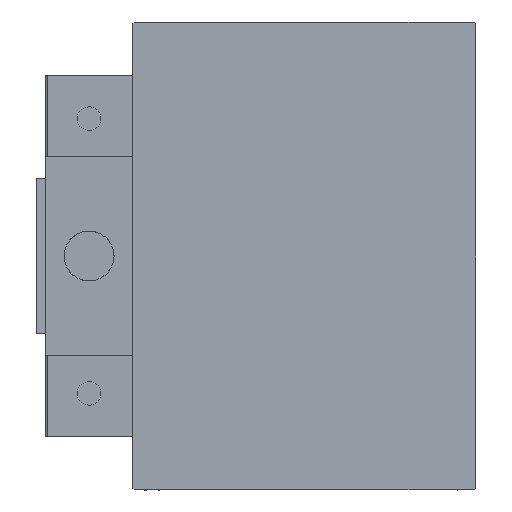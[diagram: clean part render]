
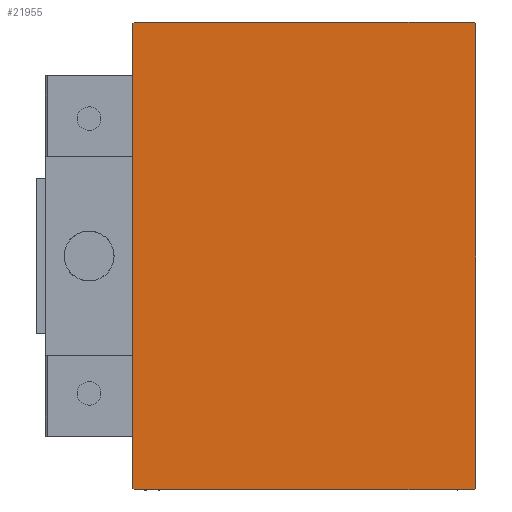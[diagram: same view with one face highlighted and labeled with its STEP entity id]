
A CAD part, left-side view. The second image highlights one B-rep face of the part: STEP entity #21955.
In plain terms, the highlighted face is planar.
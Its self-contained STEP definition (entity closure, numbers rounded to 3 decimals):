
#3102 = ORIENTED_EDGE ( 'NONE', *, *, #18505, .T. ) ;
#3540 = DIRECTION ( 'NONE',  ( 1., 0., 0. ) ) ;
#3545 = EDGE_CURVE ( 'NONE', #42126, #17632, #14592, .T. ) ;
#4788 = DIRECTION ( 'NONE',  ( 0., -1., 0. ) ) ;
#5308 = VERTEX_POINT ( 'NONE', #20894 ) ;
#6632 = DIRECTION ( 'NONE',  ( 0., -0.707, -0.707 ) ) ;
#7723 = VERTEX_POINT ( 'NONE', #51394 ) ;
#8093 = DIRECTION ( 'NONE',  ( 0., 0., -1. ) ) ;
#8702 = DIRECTION ( 'NONE',  ( 0., 0.707, 0.707 ) ) ;
#8834 = AXIS2_PLACEMENT_3D ( 'NONE', #11320, #3540, #8093 ) ;
#11179 = LINE ( 'NONE', #48397, #19780 ) ;
#11320 = CARTESIAN_POINT ( 'NONE',  ( 105., 0., 0. ) ) ;
#13963 = VECTOR ( 'NONE', #52825, 1000. ) ;
#14152 = CARTESIAN_POINT ( 'NONE',  ( 105., -32.35, 32.35 ) ) ;
#14592 = LINE ( 'NONE', #50772, #39894 ) ;
#14914 = VECTOR ( 'NONE', #6632, 1000. ) ;
#15247 = ORIENTED_EDGE ( 'NONE', *, *, #27811, .T. ) ;
#17277 = EDGE_CURVE ( 'NONE', #24964, #42126, #51934, .T. ) ;
#17338 = LINE ( 'NONE', #33698, #31956 ) ;
#17632 = VERTEX_POINT ( 'NONE', #23998 ) ;
#18505 = EDGE_CURVE ( 'NONE', #41998, #34129, #11179, .T. ) ;
#19780 = VECTOR ( 'NONE', #47608, 1000. ) ;
#19939 = EDGE_LOOP ( 'NONE', ( #37560, #49990, #3102, #43743, #15247, #52693, #20926, #36285 ) ) ;
#20894 = CARTESIAN_POINT ( 'NONE',  ( 105., 27.2, -37.5 ) ) ;
#20926 = ORIENTED_EDGE ( 'NONE', *, *, #17277, .T. ) ;
#21955 = ADVANCED_FACE ( 'NONE', ( #28437 ), #32726, .T. ) ;
#22840 = EDGE_CURVE ( 'NONE', #17632, #5308, #31683, .T. ) ;
#23998 = CARTESIAN_POINT ( 'NONE',  ( 105., -27.2, -37.5 ) ) ;
#24161 = CARTESIAN_POINT ( 'NONE',  ( 105., -27.5, -37.5 ) ) ;
#24964 = VERTEX_POINT ( 'NONE', #37042 ) ;
#25113 = CARTESIAN_POINT ( 'NONE',  ( 105., 27.5, -37.2 ) ) ;
#25926 = CARTESIAN_POINT ( 'NONE',  ( 105., 27.5, 37.5 ) ) ;
#26478 = EDGE_CURVE ( 'NONE', #34129, #27318, #17338, .T. ) ;
#27318 = VERTEX_POINT ( 'NONE', #35142 ) ;
#27811 = EDGE_CURVE ( 'NONE', #27318, #7723, #46295, .T. ) ;
#28437 = FACE_OUTER_BOUND ( 'NONE', #19939, .T. ) ;
#29041 = LINE ( 'NONE', #29303, #38094 ) ;
#29303 = CARTESIAN_POINT ( 'NONE',  ( 105., 32.35, -32.35 ) ) ;
#31324 = CARTESIAN_POINT ( 'NONE',  ( 105., -27.5, 37.5 ) ) ;
#31683 = LINE ( 'NONE', #24161, #13963 ) ;
#31956 = VECTOR ( 'NONE', #35805, 1000. ) ;
#32726 = PLANE ( 'NONE',  #8834 ) ;
#33698 = CARTESIAN_POINT ( 'NONE',  ( 105., 32.35, 32.35 ) ) ;
#34129 = VERTEX_POINT ( 'NONE', #38165 ) ;
#35142 = CARTESIAN_POINT ( 'NONE',  ( 105., 27.2, 37.5 ) ) ;
#35805 = DIRECTION ( 'NONE',  ( 0., -0.707, 0.707 ) ) ;
#36285 = ORIENTED_EDGE ( 'NONE', *, *, #3545, .T. ) ;
#37042 = CARTESIAN_POINT ( 'NONE',  ( 105., -27.5, 37.2 ) ) ;
#37560 = ORIENTED_EDGE ( 'NONE', *, *, #22840, .T. ) ;
#37728 = VECTOR ( 'NONE', #39628, 1000. ) ;
#38094 = VECTOR ( 'NONE', #8702, 1000. ) ;
#38165 = CARTESIAN_POINT ( 'NONE',  ( 105., 27.5, 37.2 ) ) ;
#39628 = DIRECTION ( 'NONE',  ( 0., 0., -1. ) ) ;
#39894 = VECTOR ( 'NONE', #42753, 1000. ) ;
#40350 = CARTESIAN_POINT ( 'NONE',  ( 105., -27.5, -37.2 ) ) ;
#41998 = VERTEX_POINT ( 'NONE', #25113 ) ;
#42126 = VERTEX_POINT ( 'NONE', #40350 ) ;
#42278 = VECTOR ( 'NONE', #4788, 1000. ) ;
#42753 = DIRECTION ( 'NONE',  ( 0., 0.707, -0.707 ) ) ;
#43331 = LINE ( 'NONE', #14152, #14914 ) ;
#43743 = ORIENTED_EDGE ( 'NONE', *, *, #26478, .T. ) ;
#46295 = LINE ( 'NONE', #25926, #42278 ) ;
#47608 = DIRECTION ( 'NONE',  ( 0., 0., 1. ) ) ;
#48129 = EDGE_CURVE ( 'NONE', #5308, #41998, #29041, .T. ) ;
#48397 = CARTESIAN_POINT ( 'NONE',  ( 105., 27.5, -37.5 ) ) ;
#49472 = EDGE_CURVE ( 'NONE', #7723, #24964, #43331, .T. ) ;
#49990 = ORIENTED_EDGE ( 'NONE', *, *, #48129, .T. ) ;
#50772 = CARTESIAN_POINT ( 'NONE',  ( 105., -32.35, -32.35 ) ) ;
#51394 = CARTESIAN_POINT ( 'NONE',  ( 105., -27.2, 37.5 ) ) ;
#51934 = LINE ( 'NONE', #31324, #37728 ) ;
#52693 = ORIENTED_EDGE ( 'NONE', *, *, #49472, .T. ) ;
#52825 = DIRECTION ( 'NONE',  ( 0., 1., 0. ) ) ;
